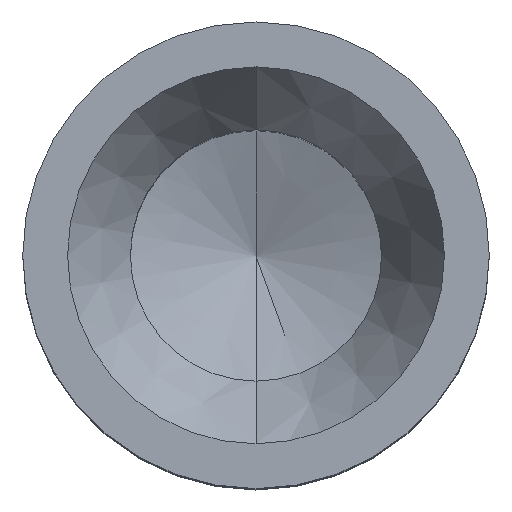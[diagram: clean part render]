
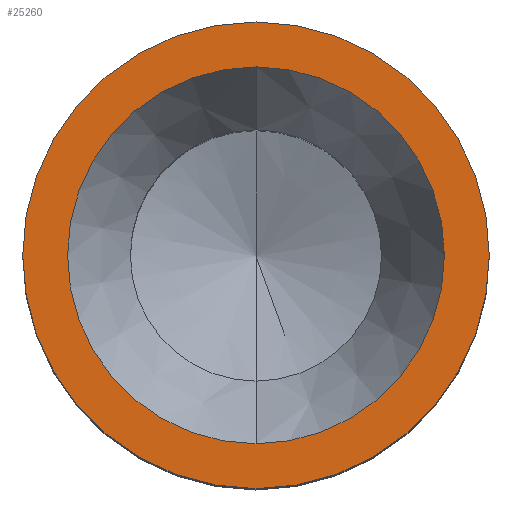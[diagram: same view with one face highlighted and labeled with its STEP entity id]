
A CAD part, top view. The second image highlights one B-rep face of the part: STEP entity #25260.
In plain terms, the highlighted face is planar.
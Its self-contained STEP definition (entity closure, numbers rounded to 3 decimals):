
#7840=CARTESIAN_POINT('',(29.422,85.857,-11.464));
#7850=VERTEX_POINT('',#7840);
#8030=CARTESIAN_POINT('',(42.422,85.857,-11.464));
#8040=VERTEX_POINT('',#8030);
#8070=CARTESIAN_POINT('',(35.922,85.857,-11.464));
#8080=DIRECTION('',(0.,1.,0.));
#8090=DIRECTION('',(-1.,0.,0.));
#8100=AXIS2_PLACEMENT_3D('',#8070,#8080,#8090);
#8110=CIRCLE('',#8100,6.5);
#8120=EDGE_CURVE('',#8040,#7850,#8110,.T.);
#25010=CARTESIAN_POINT('',(20.022,85.857,-2.094))
;
#25020=DIRECTION('',(0.,-1.,0.));
#25030=DIRECTION('',(1.,0.,0.));
#25040=AXIS2_PLACEMENT_3D('',#25010,#25020,#25030);
#25050=PLANE('',#25040);
#25060=EDGE_CURVE('',#7850,#8040,#8110,.T.);
#25070=ORIENTED_EDGE('',*,*,#25060,.T.);
#25080=ORIENTED_EDGE('',*,*,#8120,.T.);
#25090=EDGE_LOOP('',(#25080,#25070));
#25100=FACE_OUTER_BOUND('',#25090,.T.);
#25110=CARTESIAN_POINT('',(35.922,85.857,-11.464));
#25120=DIRECTION('',(0.,1.,0.));
#25130=DIRECTION('',(0.,0.,1.));
#25140=AXIS2_PLACEMENT_3D('',#25110,#25120,#25130);
#25150=CIRCLE('',#25140,5.25);
#25160=CARTESIAN_POINT('',(35.922,85.857,-6.214))
;
#25170=VERTEX_POINT('',#25160);
#25180=CARTESIAN_POINT('',(35.922,85.857,-16.714));
#25190=VERTEX_POINT('',#25180);
#25200=EDGE_CURVE('',#25170,#25190,#25150,.T.);
#25210=ORIENTED_EDGE('',*,*,#25200,.F.);
#25220=EDGE_CURVE('',#25190,#25170,#25150,.T.);
#25230=ORIENTED_EDGE('',*,*,#25220,.F.);
#25240=EDGE_LOOP('',(#25230,#25210));
#25250=FACE_BOUND('',#25240,.T.);
#25260=ADVANCED_FACE('',(#25100,#25250),#25050,.F.);
